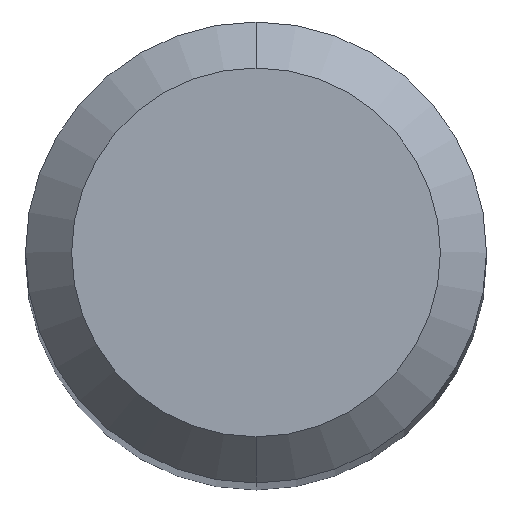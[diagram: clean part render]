
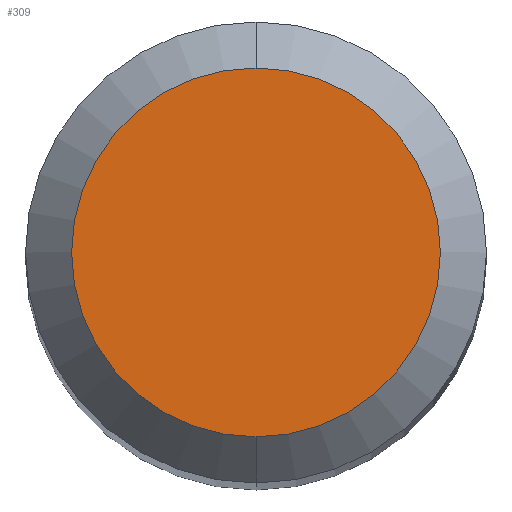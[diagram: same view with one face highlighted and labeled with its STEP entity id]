
A CAD part, top view. The second image highlights one B-rep face of the part: STEP entity #309.
In plain terms, the highlighted planar face has unit normal (0, 0, 1).
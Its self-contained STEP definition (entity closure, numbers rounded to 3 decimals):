
#243=EDGE_CURVE('',#393,#439,#559,.T.);
#309=ADVANCED_FACE('',(#631),#632,.T.);
#351=EDGE_CURVE('',#439,#393,#678,.T.);
#393=VERTEX_POINT('',#721);
#439=VERTEX_POINT('',#772);
#559=CIRCLE('',#1001,1.2);
#631=FACE_OUTER_BOUND('',#1120,.T.);
#632=PLANE('',#1121);
#678=CIRCLE('',#1184,1.2);
#721=CARTESIAN_POINT('',(0.0,1.2,0.0));
#772=CARTESIAN_POINT('',(0.,-1.2,0.0));
#1001=AXIS2_PLACEMENT_3D('',#1538,#1539,#1540);
#1120=EDGE_LOOP('',(#1620,#1621));
#1121=AXIS2_PLACEMENT_3D('',#1622,#1623,#1624);
#1184=AXIS2_PLACEMENT_3D('',#1683,#1684,#1685);
#1538=CARTESIAN_POINT('',(0.0,0.0,0.0));
#1539=DIRECTION('',(0.0,0.0,-1.0));
#1540=DIRECTION('',(0.0,1.0,0.0));
#1620=ORIENTED_EDGE('',*,*,#243,.F.);
#1621=ORIENTED_EDGE('',*,*,#351,.F.);
#1622=CARTESIAN_POINT('',(0.0,0.6,0.0));
#1623=DIRECTION('',(-0.0,0.0,1.0));
#1624=DIRECTION('',(0.0,-1.0,0.0));
#1683=CARTESIAN_POINT('',(0.0,0.0,0.0));
#1684=DIRECTION('',(0.0,0.0,-1.0));
#1685=DIRECTION('',(0.0,1.0,0.0));
